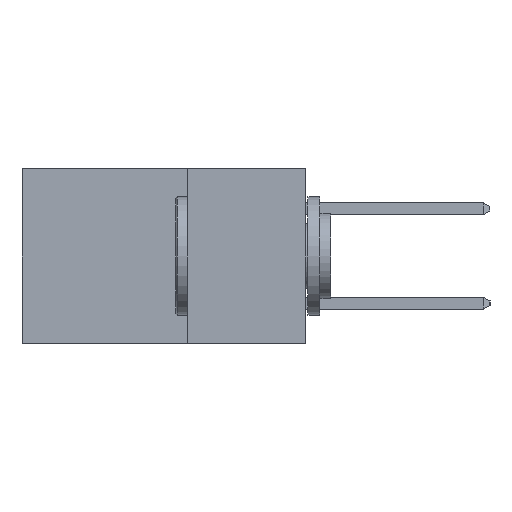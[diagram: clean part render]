
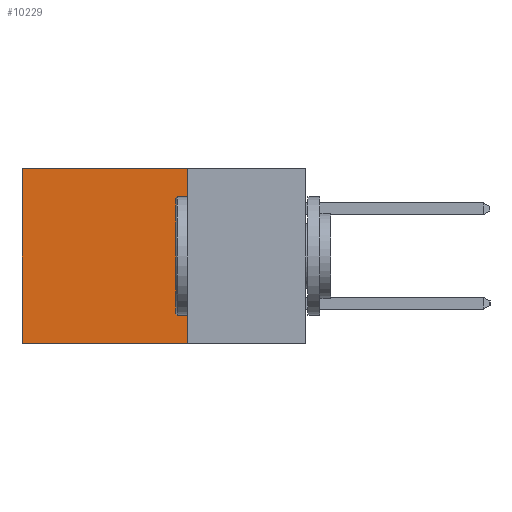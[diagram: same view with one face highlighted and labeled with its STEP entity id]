
A CAD part, left-side view. The second image highlights one B-rep face of the part: STEP entity #10229.
In plain terms, the highlighted planar face has unit normal (-1, 0, 0).
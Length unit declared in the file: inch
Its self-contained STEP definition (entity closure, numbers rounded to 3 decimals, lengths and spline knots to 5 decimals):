
#166 = LINE ( 'NONE', #1947, #10545 ) ;
#250 = AXIS2_PLACEMENT_3D ( 'NONE', #1218, #746, #696 ) ;
#626 = ORIENTED_EDGE ( 'NONE', *, *, #12302, .T. ) ;
#696 = DIRECTION ( 'NONE',  ( 0., 0., -1. ) ) ;
#746 = DIRECTION ( 'NONE',  ( 1., 0., 0. ) ) ;
#910 = DIRECTION ( 'NONE',  ( 0., 0., -1. ) ) ;
#920 = CARTESIAN_POINT ( 'NONE',  ( 0.2615, 0.25, -0.37 ) ) ;
#930 = PLANE ( 'NONE',  #250 ) ;
#1218 = CARTESIAN_POINT ( 'NONE',  ( 0.2615, 0.25, -0.37 ) ) ;
#1442 = ORIENTED_EDGE ( 'NONE', *, *, #2015, .F. ) ;
#1765 = CARTESIAN_POINT ( 'NONE',  ( 0.2615, 0.6, 0. ) ) ;
#1947 = CARTESIAN_POINT ( 'NONE',  ( 0.2615, 0.6, -0.37 ) ) ;
#1980 = DIRECTION ( 'NONE',  ( 0., 0., -1. ) ) ;
#2015 = EDGE_CURVE ( 'NONE', #3578, #7747, #2495, .T. ) ;
#2161 = DIRECTION ( 'NONE',  ( 0., 1., 0. ) ) ;
#2495 = LINE ( 'NONE', #4228, #12740 ) ;
#3578 = VERTEX_POINT ( 'NONE', #9776 ) ;
#3628 = EDGE_LOOP ( 'NONE', ( #626, #1442, #7567, #9179 ) ) ;
#3929 = CARTESIAN_POINT ( 'NONE',  ( 0.2615, 0.25, 0. ) ) ;
#3962 = DIRECTION ( 'NONE',  ( 0., 1., 0. ) ) ;
#4035 = CARTESIAN_POINT ( 'NONE',  ( 0.2615, 0.25, 0. ) ) ;
#4228 = CARTESIAN_POINT ( 'NONE',  ( 0.2615, 0.25, -0.37 ) ) ;
#5660 = LINE ( 'NONE', #920, #11356 ) ;
#5702 = EDGE_CURVE ( 'NONE', #8808, #9191, #9553, .T. ) ;
#6779 = VECTOR ( 'NONE', #2161, 39.37008 ) ;
#7567 = ORIENTED_EDGE ( 'NONE', *, *, #9311, .F. ) ;
#7747 = VERTEX_POINT ( 'NONE', #9657 ) ;
#8808 = VERTEX_POINT ( 'NONE', #3929 ) ;
#9046 = FACE_OUTER_BOUND ( 'NONE', #3628, .T. ) ;
#9179 = ORIENTED_EDGE ( 'NONE', *, *, #5702, .T. ) ;
#9191 = VERTEX_POINT ( 'NONE', #1765 ) ;
#9311 = EDGE_CURVE ( 'NONE', #8808, #3578, #5660, .T. ) ;
#9553 = LINE ( 'NONE', #4035, #6779 ) ;
#9657 = CARTESIAN_POINT ( 'NONE',  ( 0.2615, 0.6, -0.37 ) ) ;
#9776 = CARTESIAN_POINT ( 'NONE',  ( 0.2615, 0.25, -0.37 ) ) ;
#10229 = ADVANCED_FACE ( 'NONE', ( #9046 ), #930, .F. ) ;
#10545 = VECTOR ( 'NONE', #1980, 39.37008 ) ;
#11356 = VECTOR ( 'NONE', #910, 39.37008 ) ;
#12302 = EDGE_CURVE ( 'NONE', #9191, #7747, #166, .T. ) ;
#12740 = VECTOR ( 'NONE', #3962, 39.37008 ) ;
